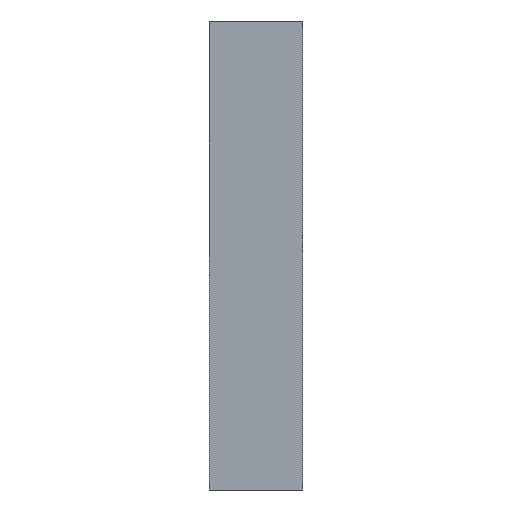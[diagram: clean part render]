
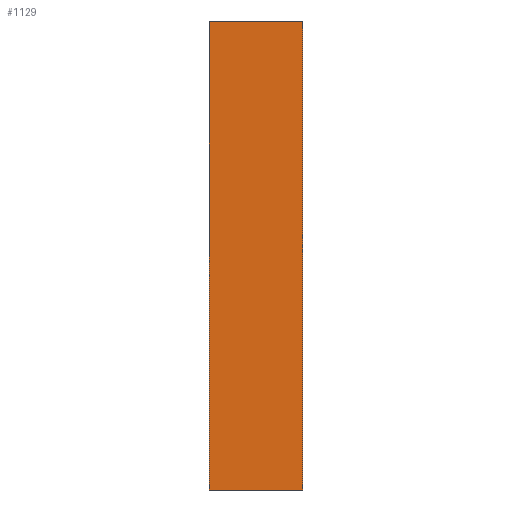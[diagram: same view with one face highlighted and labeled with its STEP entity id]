
A CAD part, left-side view. The second image highlights one B-rep face of the part: STEP entity #1129.
In plain terms, the highlighted planar face has unit normal (-1, 0, 0).
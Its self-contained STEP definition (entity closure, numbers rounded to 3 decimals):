
#79=PLANE('',#1278);
#128=FACE_OUTER_BOUND('',#197,.T.);
#197=EDGE_LOOP('',(#972,#973,#974,#975));
#384=LINE('',#1927,#454);
#385=LINE('',#1929,#455);
#386=LINE('',#1931,#456);
#387=LINE('',#1932,#457);
#454=VECTOR('',#1608,10.);
#455=VECTOR('',#1609,10.);
#456=VECTOR('',#1610,10.);
#457=VECTOR('',#1611,10.);
#570=VERTEX_POINT('',#1925);
#571=VERTEX_POINT('',#1926);
#572=VERTEX_POINT('',#1928);
#573=VERTEX_POINT('',#1930);
#724=EDGE_CURVE('',#570,#571,#384,.T.);
#725=EDGE_CURVE('',#570,#572,#385,.T.);
#726=EDGE_CURVE('',#573,#572,#386,.T.);
#727=EDGE_CURVE('',#571,#573,#387,.T.);
#972=ORIENTED_EDGE('',*,*,#724,.F.);
#973=ORIENTED_EDGE('',*,*,#725,.T.);
#974=ORIENTED_EDGE('',*,*,#726,.F.);
#975=ORIENTED_EDGE('',*,*,#727,.F.);
#1129=ADVANCED_FACE('',(#128),#79,.T.);
#1278=AXIS2_PLACEMENT_3D('',#1924,#1606,#1607);
#1606=DIRECTION('center_axis',(-1.,0.,0.));
#1607=DIRECTION('ref_axis',(0.,0.,1.));
#1608=DIRECTION('',(0.,0.,-1.));
#1609=DIRECTION('',(0.,1.,0.));
#1610=DIRECTION('',(0.,0.,1.));
#1611=DIRECTION('',(0.,1.,0.));
#1924=CARTESIAN_POINT('Origin',(-300.,0.,-30.15));
#1925=CARTESIAN_POINT('',(-300.,0.,30.15));
#1926=CARTESIAN_POINT('',(-300.,0.,-30.15));
#1927=CARTESIAN_POINT('',(-300.,0.,30.15));
#1928=CARTESIAN_POINT('',(-300.,12.,30.15));
#1929=CARTESIAN_POINT('',(-300.,0.,30.15));
#1930=CARTESIAN_POINT('',(-300.,12.,-30.15));
#1931=CARTESIAN_POINT('',(-300.,12.,30.15));
#1932=CARTESIAN_POINT('',(-300.,0.,-30.15));
